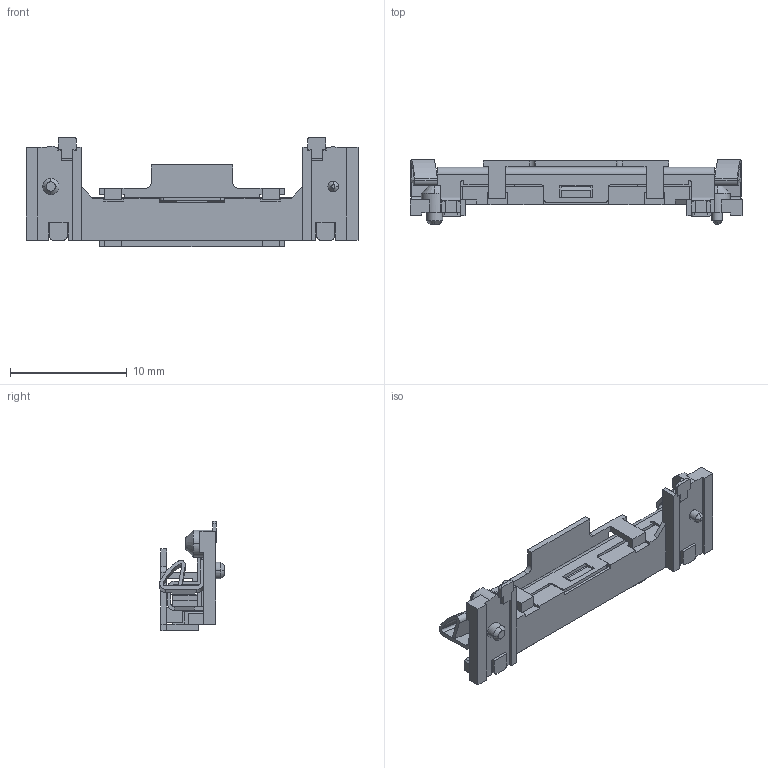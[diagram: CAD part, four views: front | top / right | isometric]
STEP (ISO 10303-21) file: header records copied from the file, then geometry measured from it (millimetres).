
FILE_DESCRIPTION(('STEP AP214'),'1');
FILE_NAME('48099-4000.stp','2020-06-09T15:55:11',('TraceParts'),('TraceParts S.A.'),'Spatial InterOp 3D',' ',' ');
FILE_SCHEMA(('AUTOMOTIVE_DESIGN { 1 0 10303 214 1 1 1 1 }'));
Length unit declared in the file: millimetre
Products named in the file (1): 48099-4000_1
Bounding box: 28.45 x 5.55 x 9.36 mm (x, y, z)
Volume: 319.6 mm3; surface area: 1324.8 mm2
Topology: 1 solids, 1 shells, 360 faces, 1139 edges, 779 vertices
Faces by surface type: plane 296, cylinder 50, cone 14
Entity records: 12545 total; most frequent: CARTESIAN_POINT 2276, ORIENTED_EDGE 2234, DIRECTION 2003, EDGE_CURVE 1117, LINE 991, VECTOR 991, VERTEX_POINT 735, AXIS2_PLACEMENT_3D 506
